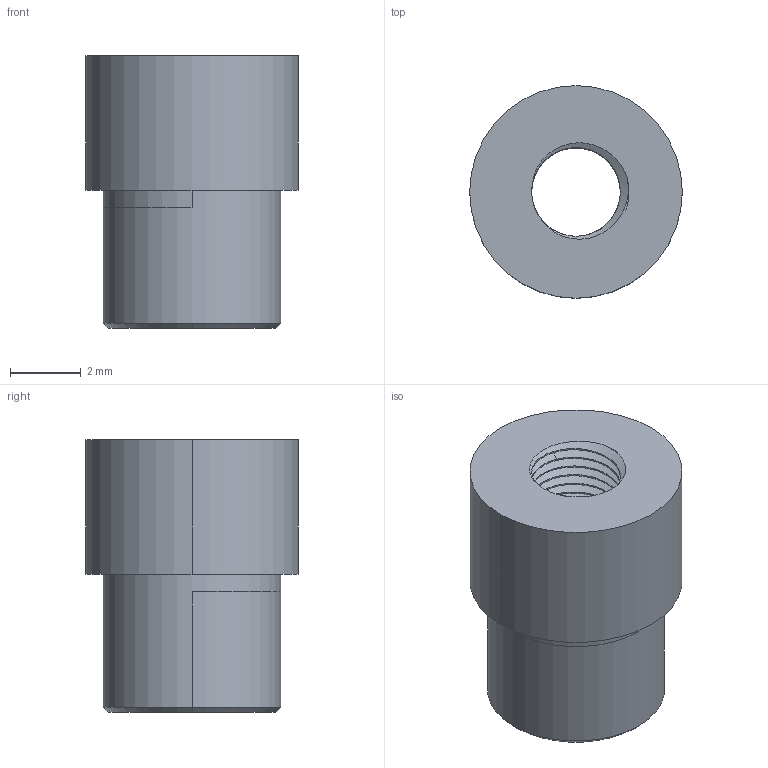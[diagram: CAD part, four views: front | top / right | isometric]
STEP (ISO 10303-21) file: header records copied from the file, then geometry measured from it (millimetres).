
FILE_DESCRIPTION (( 'STEP AP203' ), '1' );
FILE_NAME ('GE_57.stp_Default_sldprt.STEP', '2021-11-09T01:32:28', ( '' ), ( '' ), 'SwSTEP 2.0', 'SolidWorks 2021', '' );
FILE_SCHEMA (( 'CONFIG_CONTROL_DESIGN' ));
Length unit declared in the file: millimetre
Products named in the file (1): GE_57.stp_Default_sldprt
Bounding box: 6 x 6 x 7.7 mm (x, y, z)
Volume: 139.2 mm3; surface area: 303.9 mm2
Topology: 1 solids, 1 shells, 80 faces, 224 edges, 147 vertices
Faces by surface type: cylinder 56, bspline 14, cone 6, plane 4
Entity records: 7287 total; most frequent: CARTESIAN_POINT 5436, ORIENTED_EDGE 448, DIRECTION 246, EDGE_CURVE 224, VERTEX_POINT 147, B_SPLINE_CURVE_WITH_KNOTS 136, AXIS2_PLACEMENT_3D 91, EDGE_LOOP 83
